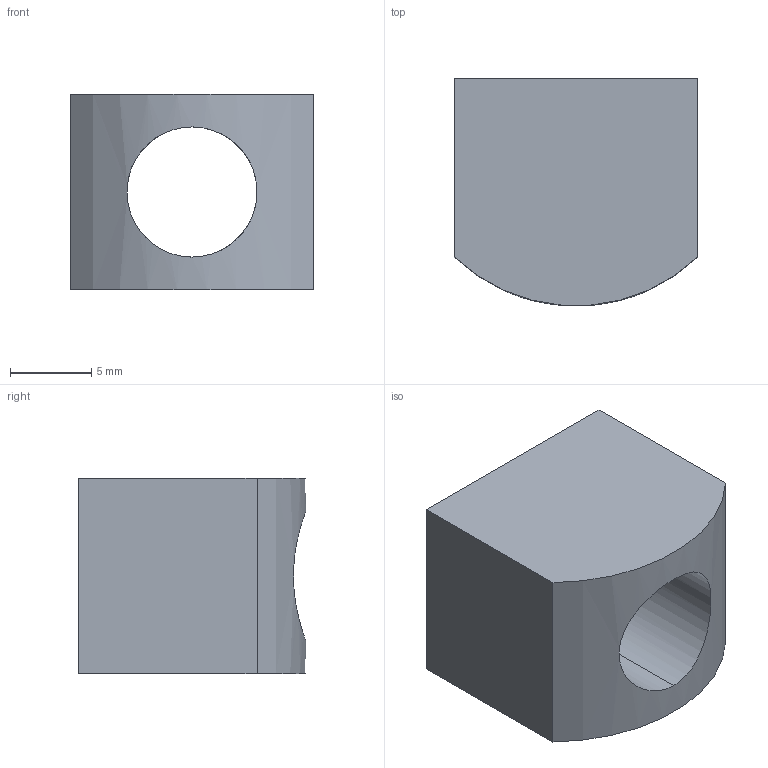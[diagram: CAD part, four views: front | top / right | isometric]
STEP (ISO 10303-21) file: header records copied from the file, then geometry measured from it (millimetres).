
FILE_DESCRIPTION (( 'STEP AP203' ), '1' );
FILE_NAME ('VECTRA-C-F23-gearbox-skid.STEP', '2020-09-21T19:02:25', ( 'Admin' ), ( '' ), 'SwSTEP 2.0', 'SolidWorks 2017', '' );
FILE_SCHEMA (( 'CONFIG_CONTROL_DESIGN' ));
Length unit declared in the file: millimetre
Products named in the file (1): VECTRA-C-F23-gearbox-skid
Bounding box: 15 x 14 x 12 mm (x, y, z)
Volume: 1657 mm3; surface area: 1275.4 mm2
Topology: 1 solids, 1 shells, 8 faces, 18 edges, 12 vertices
Faces by surface type: plane 5, cylinder 3
Entity records: 369 total; most frequent: CARTESIAN_POINT 105, DIRECTION 38, ORIENTED_EDGE 36, EDGE_CURVE 18, AXIS2_PLACEMENT_3D 13, LINE 12, VERTEX_POINT 12, VECTOR 12
